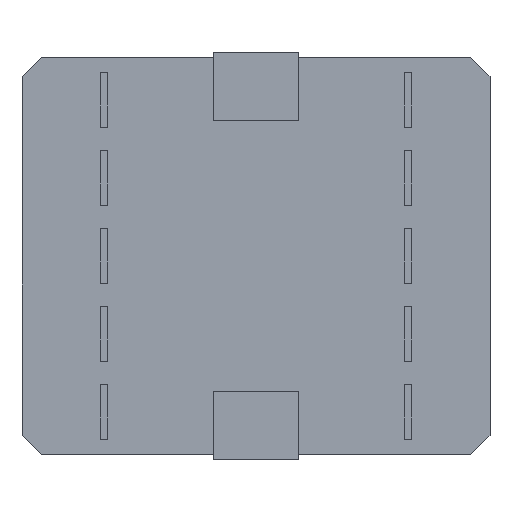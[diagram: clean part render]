
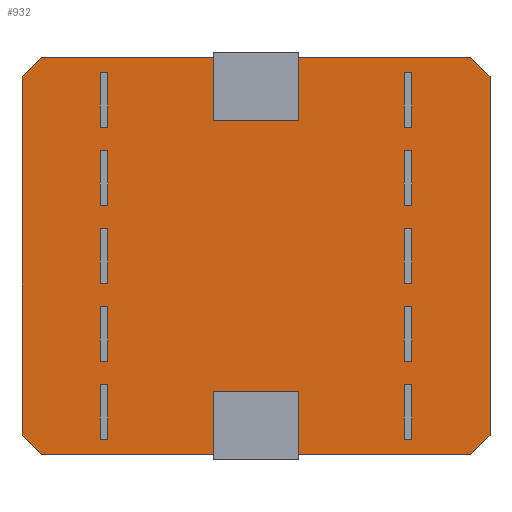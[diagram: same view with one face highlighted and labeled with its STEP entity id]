
A CAD part, top view. The second image highlights one B-rep face of the part: STEP entity #932.
In plain terms, the highlighted planar face has unit normal (0, 0, 1).
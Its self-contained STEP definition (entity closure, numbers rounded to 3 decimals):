
#54=FACE_OUTER_BOUND('',#100,.T.);
#100=EDGE_LOOP('',(#723,#724,#725,#726,#727,#728,#729,#730));
#183=LINE('',#1399,#323);
#184=LINE('',#1401,#324);
#185=LINE('',#1403,#325);
#186=LINE('',#1405,#326);
#187=LINE('',#1407,#327);
#188=LINE('',#1409,#328);
#189=LINE('',#1411,#329);
#190=LINE('',#1412,#330);
#323=VECTOR('',#1128,1.);
#324=VECTOR('',#1129,10.);
#325=VECTOR('',#1130,1.);
#326=VECTOR('',#1131,10.);
#327=VECTOR('',#1132,1.);
#328=VECTOR('',#1133,10.);
#329=VECTOR('',#1134,1.);
#330=VECTOR('',#1135,10.);
#463=VERTEX_POINT('',#1397);
#464=VERTEX_POINT('',#1398);
#465=VERTEX_POINT('',#1400);
#466=VERTEX_POINT('',#1402);
#467=VERTEX_POINT('',#1404);
#468=VERTEX_POINT('',#1406);
#469=VERTEX_POINT('',#1408);
#470=VERTEX_POINT('',#1410);
#583=EDGE_CURVE('',#463,#464,#183,.F.);
#584=EDGE_CURVE('',#465,#464,#184,.T.);
#585=EDGE_CURVE('',#465,#466,#185,.F.);
#586=EDGE_CURVE('',#466,#467,#186,.T.);
#587=EDGE_CURVE('',#467,#468,#187,.T.);
#588=EDGE_CURVE('',#468,#469,#188,.T.);
#589=EDGE_CURVE('',#469,#470,#189,.T.);
#590=EDGE_CURVE('',#463,#470,#190,.T.);
#723=ORIENTED_EDGE('',*,*,#583,.T.);
#724=ORIENTED_EDGE('',*,*,#584,.F.);
#725=ORIENTED_EDGE('',*,*,#585,.T.);
#726=ORIENTED_EDGE('',*,*,#586,.T.);
#727=ORIENTED_EDGE('',*,*,#587,.T.);
#728=ORIENTED_EDGE('',*,*,#588,.T.);
#729=ORIENTED_EDGE('',*,*,#589,.T.);
#730=ORIENTED_EDGE('',*,*,#590,.F.);
#886=PLANE('',#1019);
#932=ADVANCED_FACE('',(#54),#886,.T.);
#1019=AXIS2_PLACEMENT_3D('',#1396,#1126,#1127);
#1126=DIRECTION('center_axis',(0.,0.,1.));
#1127=DIRECTION('ref_axis',(1.,0.,0.));
#1128=DIRECTION('',(1.,0.,0.));
#1129=DIRECTION('',(0.707,0.707,0.));
#1130=DIRECTION('',(0.,1.,0.));
#1131=DIRECTION('',(0.707,-0.707,0.));
#1132=DIRECTION('',(1.,0.,0.));
#1133=DIRECTION('',(0.707,0.707,0.));
#1134=DIRECTION('',(0.,1.,0.));
#1135=DIRECTION('',(0.707,-0.707,0.));
#1396=CARTESIAN_POINT('Origin',(61.614,52.67,0.8));
#1397=CARTESIAN_POINT('',(116.614,103.67,0.8));
#1398=CARTESIAN_POINT('',(6.614,103.67,0.8));
#1399=CARTESIAN_POINT('',(61.614,103.67,0.8));
#1400=CARTESIAN_POINT('',(1.614,98.67,0.8));
#1401=CARTESIAN_POINT('',(1.614,98.67,0.8));
#1402=CARTESIAN_POINT('',(1.614,6.67,0.8));
#1403=CARTESIAN_POINT('',(1.614,52.67,0.8));
#1404=CARTESIAN_POINT('',(6.614,1.67,0.8));
#1405=CARTESIAN_POINT('',(1.614,6.67,0.8));
#1406=CARTESIAN_POINT('',(116.614,1.67,0.8));
#1407=CARTESIAN_POINT('',(61.614,1.67,0.8));
#1408=CARTESIAN_POINT('',(121.614,6.67,0.8));
#1409=CARTESIAN_POINT('',(116.614,1.67,0.8));
#1410=CARTESIAN_POINT('',(121.614,98.67,0.8));
#1411=CARTESIAN_POINT('',(121.614,52.67,0.8));
#1412=CARTESIAN_POINT('',(116.614,103.67,0.8));
